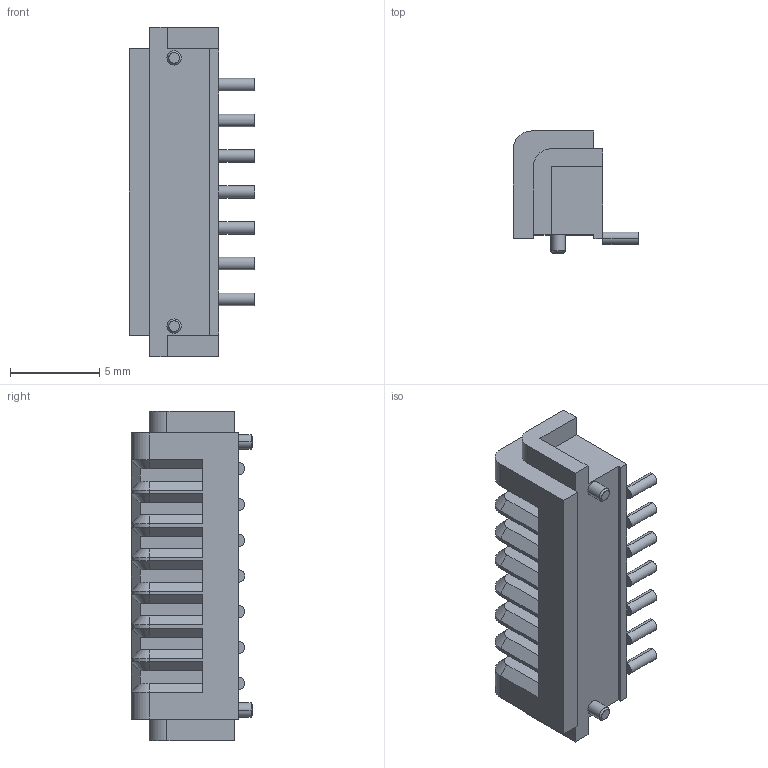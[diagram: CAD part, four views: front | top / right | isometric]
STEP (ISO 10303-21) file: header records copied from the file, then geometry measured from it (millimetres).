
FILE_DESCRIPTION (( 'STEP AP214' ), '1' );
FILE_NAME ('DS-A11F-C-7P-L1.STEP', '2024-10-30T13:17:20', ( '' ), ( '' ), 'SwSTEP 2.0', 'SolidWorks 2021', '' );
FILE_SCHEMA (( 'AUTOMOTIVE_DESIGN' ));
Length unit declared in the file: millimetre
Products named in the file (1): DS-A11F-C-7P-L1
Bounding box: 7 x 6.8 x 18.4 mm (x, y, z)
Volume: 392.8 mm3; surface area: 675.1 mm2
Topology: 1 solids, 1 shells, 147 faces, 357 edges, 214 vertices
Faces by surface type: plane 101, cylinder 28, cone 18
Entity records: 4810 total; most frequent: DIRECTION 731, CARTESIAN_POINT 719, ORIENTED_EDGE 714, EDGE_CURVE 357, VECTOR 279, LINE 279, AXIS2_PLACEMENT_3D 226, VERTEX_POINT 214
